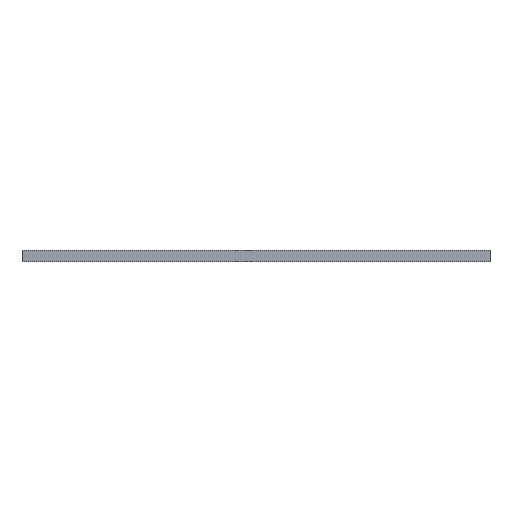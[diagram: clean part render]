
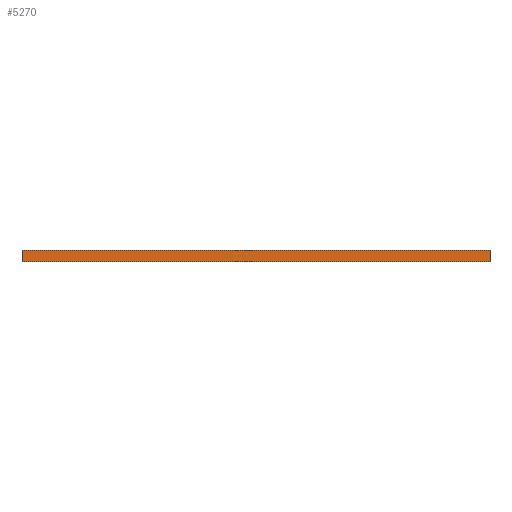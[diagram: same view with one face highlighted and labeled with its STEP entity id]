
A CAD part, left-side view. The second image highlights one B-rep face of the part: STEP entity #5270.
In plain terms, the highlighted planar face has unit normal (-1, 0, 0).
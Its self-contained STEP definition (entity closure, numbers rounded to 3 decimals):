
#580=CARTESIAN_POINT('',(-600.,600.,-504.5));
#590=VERTEX_POINT('',#580);
#620=CARTESIAN_POINT('',(-600.,600.,-534.5));
#630=DIRECTION('',(0.,0.,1.));
#640=VECTOR('',#630,1.);
#650=LINE('',#620,#640);
#660=CARTESIAN_POINT('',(-600.,600.,-534.5));
#670=VERTEX_POINT('',#660);
#680=EDGE_CURVE('',#670,#590,#650,.T.);
#910=CARTESIAN_POINT('',(-600.,600.,-534.5));
#920=DIRECTION('',(0.,-1.,0.));
#930=VECTOR('',#920,1.);
#940=LINE('',#910,#930);
#950=CARTESIAN_POINT('',(-600.,-600.,-534.5));
#960=VERTEX_POINT('',#950);
#970=EDGE_CURVE('',#670,#960,#940,.T.);
#5040=CARTESIAN_POINT('',(-600.,0.,-504.5));
#5050=DIRECTION('',(1.,0.,0.));
#5060=DIRECTION('',(0.,0.,-1.));
#5070=AXIS2_PLACEMENT_3D('',#5040,#5050,#5060);
#5080=PLANE('',#5070);
#5090=CARTESIAN_POINT('',(-600.,600.,-504.5));
#5100=DIRECTION('',(0.,-1.,0.));
#5110=VECTOR('',#5100,1.);
#5120=LINE('',#5090,#5110);
#5130=CARTESIAN_POINT('',(-600.,-600.,-504.5));
#5140=VERTEX_POINT('',#5130);
#5150=EDGE_CURVE('',#590,#5140,#5120,.T.);
#5160=ORIENTED_EDGE('',*,*,#5150,.F.);
#5170=CARTESIAN_POINT('',(-600.,-600.,-534.5));
#5180=DIRECTION('',(0.,0.,1.));
#5190=VECTOR('',#5180,1.);
#5200=LINE('',#5170,#5190);
#5210=EDGE_CURVE('',#960,#5140,#5200,.T.);
#5220=ORIENTED_EDGE('',*,*,#5210,.T.);
#5230=ORIENTED_EDGE('',*,*,#970,.T.);
#5240=ORIENTED_EDGE('',*,*,#680,.F.);
#5250=EDGE_LOOP('',(#5240,#5230,#5220,#5160));
#5260=FACE_OUTER_BOUND('',#5250,.T.);
#5270=ADVANCED_FACE('',(#5260),#5080,.F.);
